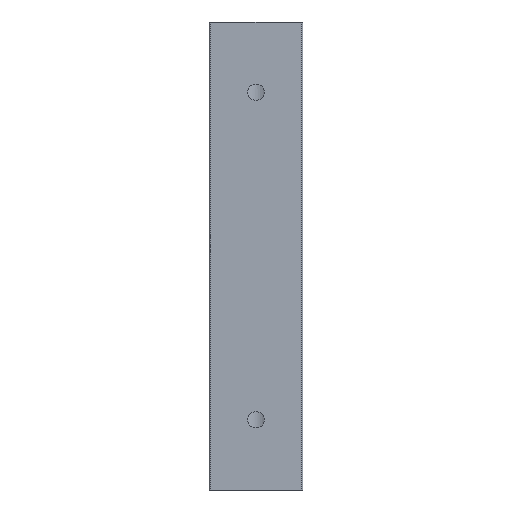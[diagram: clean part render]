
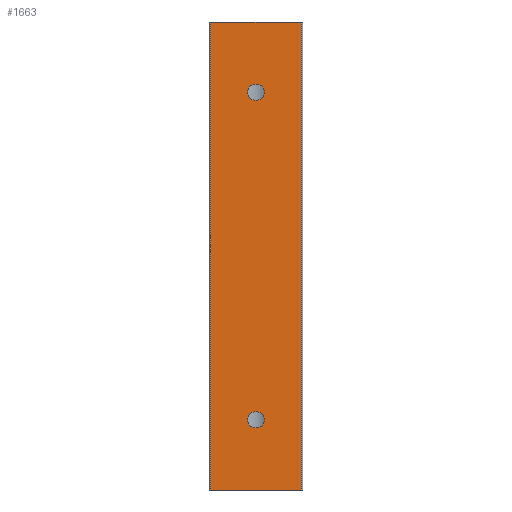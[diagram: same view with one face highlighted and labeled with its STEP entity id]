
A CAD part, left-side view. The second image highlights one B-rep face of the part: STEP entity #1663.
In plain terms, the highlighted planar face has unit normal (-1, 0, 0).
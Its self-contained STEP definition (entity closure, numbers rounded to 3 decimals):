
#154=FACE_BOUND('',#410,.T.);
#155=FACE_BOUND('',#411,.T.);
#182=PLANE('',#1836);
#248=CIRCLE('',#1837,1.75);
#249=CIRCLE('',#1838,1.75);
#330=FACE_OUTER_BOUND('',#409,.T.);
#409=EDGE_LOOP('',(#1400,#1401,#1402,#1403));
#410=EDGE_LOOP('',(#1404));
#411=EDGE_LOOP('',(#1405));
#513=LINE('',#3053,#631);
#515=LINE('',#3059,#633);
#516=LINE('',#3061,#634);
#517=LINE('',#3062,#635);
#631=VECTOR('',#2215,1000.);
#633=VECTOR('',#2221,1000.);
#634=VECTOR('',#2222,1000.);
#635=VECTOR('',#2223,1000.);
#808=VERTEX_POINT('',#3050);
#809=VERTEX_POINT('',#3052);
#811=VERTEX_POINT('',#3058);
#812=VERTEX_POINT('',#3060);
#813=VERTEX_POINT('',#3063);
#814=VERTEX_POINT('',#3065);
#1014=EDGE_CURVE('',#809,#808,#513,.T.);
#1017=EDGE_CURVE('',#808,#811,#515,.T.);
#1018=EDGE_CURVE('',#812,#811,#516,.T.);
#1019=EDGE_CURVE('',#809,#812,#517,.T.);
#1020=EDGE_CURVE('',#813,#813,#248,.T.);
#1021=EDGE_CURVE('',#814,#814,#249,.T.);
#1400=ORIENTED_EDGE('',*,*,#1017,.T.);
#1401=ORIENTED_EDGE('',*,*,#1018,.F.);
#1402=ORIENTED_EDGE('',*,*,#1019,.F.);
#1403=ORIENTED_EDGE('',*,*,#1014,.T.);
#1404=ORIENTED_EDGE('',*,*,#1020,.T.);
#1405=ORIENTED_EDGE('',*,*,#1021,.T.);
#1663=ADVANCED_FACE('',(#330,#154,#155),#182,.F.);
#1836=AXIS2_PLACEMENT_3D('',#3057,#2219,#2220);
#1837=AXIS2_PLACEMENT_3D('',#3064,#2224,#2225);
#1838=AXIS2_PLACEMENT_3D('',#3066,#2226,#2227);
#2215=DIRECTION('',(0.,0.,-1.));
#2219=DIRECTION('center_axis',(1.,0.,0.));
#2220=DIRECTION('ref_axis',(0.,0.,-1.));
#2221=DIRECTION('',(0.,-1.,0.));
#2222=DIRECTION('',(0.,0.,-1.));
#2223=DIRECTION('',(0.,-1.,0.));
#2224=DIRECTION('center_axis',(1.,0.,0.));
#2225=DIRECTION('ref_axis',(0.,0.,-1.));
#2226=DIRECTION('center_axis',(1.,0.,0.));
#2227=DIRECTION('ref_axis',(0.,0.,-1.));
#3050=CARTESIAN_POINT('',(-7.4,19.7,0.));
#3052=CARTESIAN_POINT('',(-7.4,19.7,100.));
#3053=CARTESIAN_POINT('',(-7.4,19.7,100.));
#3057=CARTESIAN_POINT('Origin',(-7.4,19.7,100.));
#3058=CARTESIAN_POINT('',(-7.4,0.3,0.));
#3059=CARTESIAN_POINT('',(-7.4,19.7,0.));
#3060=CARTESIAN_POINT('',(-7.4,0.3,100.));
#3061=CARTESIAN_POINT('',(-7.4,0.3,100.));
#3062=CARTESIAN_POINT('',(-7.4,19.7,100.));
#3063=CARTESIAN_POINT('',(-7.4,10.,86.75));
#3064=CARTESIAN_POINT('Origin',(-7.4,10.,85.));
#3065=CARTESIAN_POINT('',(-7.4,10.,16.75));
#3066=CARTESIAN_POINT('Origin',(-7.4,10.,15.));
